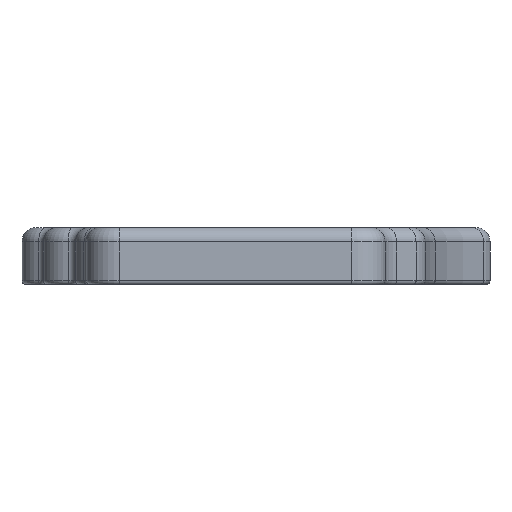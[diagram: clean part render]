
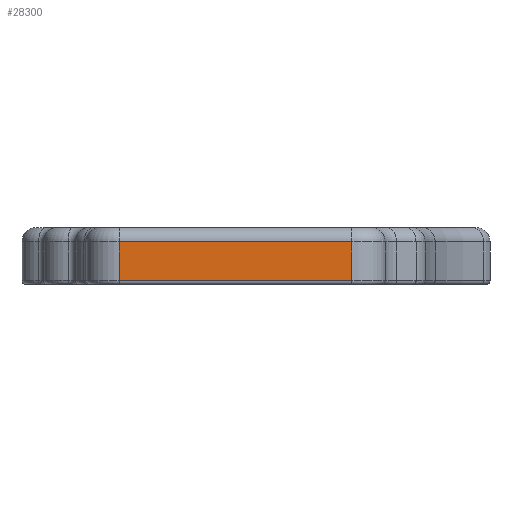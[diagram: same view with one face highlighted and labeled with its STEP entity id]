
A CAD part, left-side view. The second image highlights one B-rep face of the part: STEP entity #28300.
In plain terms, the highlighted planar face has unit normal (-1, 0, 0).
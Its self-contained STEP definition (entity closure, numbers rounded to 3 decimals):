
#2806=PLANE('',#30265);
#3682=LINE('',#37210,#6012);
#3686=LINE('',#37221,#6016);
#3688=LINE('',#37228,#6018);
#3689=LINE('',#37230,#6019);
#6012=VECTOR('',#32439,10.);
#6016=VECTOR('',#32453,10.);
#6018=VECTOR('',#32461,10.);
#6019=VECTOR('',#32464,10.);
#8281=FACE_OUTER_BOUND('',#9906,.T.);
#9906=EDGE_LOOP('',(#20437,#20438,#20439,#20440));
#12296=VERTEX_POINT('',#37204);
#12297=VERTEX_POINT('',#37208);
#12299=VERTEX_POINT('',#37220);
#12301=VERTEX_POINT('',#37226);
#15445=EDGE_CURVE('',#12296,#12297,#3682,.T.);
#15450=EDGE_CURVE('',#12299,#12297,#3686,.T.);
#15454=EDGE_CURVE('',#12301,#12296,#3688,.T.);
#15455=EDGE_CURVE('',#12299,#12301,#3689,.T.);
#20437=ORIENTED_EDGE('',*,*,#15445,.F.);
#20438=ORIENTED_EDGE('',*,*,#15454,.F.);
#20439=ORIENTED_EDGE('',*,*,#15455,.F.);
#20440=ORIENTED_EDGE('',*,*,#15450,.T.);
#28300=ADVANCED_FACE('',(#8281),#2806,.T.);
#30265=AXIS2_PLACEMENT_3D('',#37229,#32462,#32463);
#32439=DIRECTION('',(0.,1.,0.));
#32453=DIRECTION('',(0.,0.,-1.));
#32461=DIRECTION('',(0.,0.,-1.));
#32462=DIRECTION('center_axis',(-1.,0.,0.));
#32463=DIRECTION('ref_axis',(0.,1.,0.));
#32464=DIRECTION('',(0.,-1.,0.));
#37204=CARTESIAN_POINT('',(71.1,-111.946,-3.2));
#37208=CARTESIAN_POINT('',(71.1,-62.946,-3.2));
#37210=CARTESIAN_POINT('',(71.1,-101.853,-3.2));
#37220=CARTESIAN_POINT('',(71.1,-62.946,5.));
#37221=CARTESIAN_POINT('',(71.1,-62.946,8.));
#37226=CARTESIAN_POINT('',(71.1,-111.946,5.));
#37228=CARTESIAN_POINT('',(71.1,-111.946,8.));
#37229=CARTESIAN_POINT('Origin',(71.1,-111.946,8.));
#37230=CARTESIAN_POINT('',(71.1,-101.853,5.));
